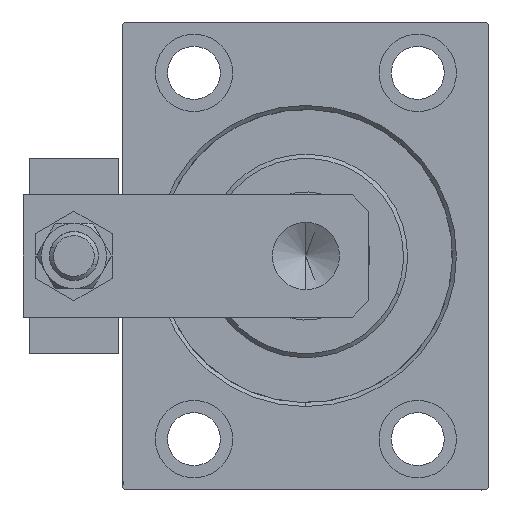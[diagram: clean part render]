
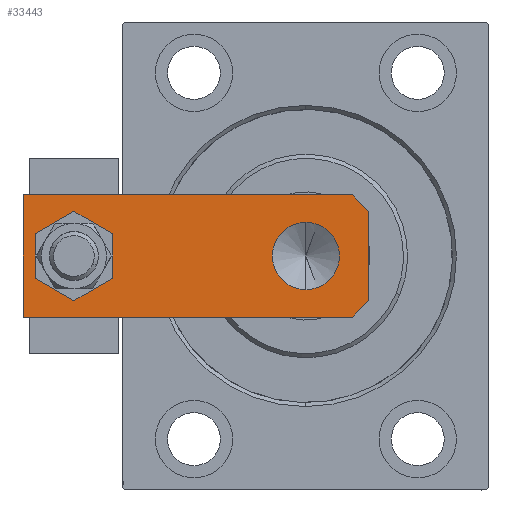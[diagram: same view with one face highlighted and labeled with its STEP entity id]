
A CAD part, left-side view. The second image highlights one B-rep face of the part: STEP entity #33443.
In plain terms, the highlighted face is planar.
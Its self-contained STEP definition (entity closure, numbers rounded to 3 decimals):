
#429 = ORIENTED_EDGE ( 'NONE', *, *, #3129, .T. ) ;
#586 = CARTESIAN_POINT ( 'NONE',  ( 15., 85., 8. ) ) ;
#1136 = DIRECTION ( 'NONE',  ( 1., 0., 0. ) ) ;
#2570 = CARTESIAN_POINT ( 'NONE',  ( -5.5, -5.5, 8. ) ) ;
#3129 = EDGE_CURVE ( 'NONE', #48240, #25908, #33705, .T. ) ;
#3269 = CARTESIAN_POINT ( 'NONE',  ( 7., 72.5, 8. ) ) ;
#3724 = CARTESIAN_POINT ( 'NONE',  ( -15., 85., 8. ) ) ;
#4138 = AXIS2_PLACEMENT_3D ( 'NONE', #11364, #11108, #50789 ) ;
#4218 = CARTESIAN_POINT ( 'NONE',  ( 0., 15.5, 8. ) ) ;
#4381 = DIRECTION ( 'NONE',  ( 1., 0., 0. ) ) ;
#6341 = ORIENTED_EDGE ( 'NONE', *, *, #36454, .T. ) ;
#6584 = CARTESIAN_POINT ( 'NONE',  ( 0., 72.5, 8. ) ) ;
#7864 = DIRECTION ( 'NONE',  ( 0., 0., 1. ) ) ;
#8338 = VECTOR ( 'NONE', #44853, 1000. ) ;
#8424 = AXIS2_PLACEMENT_3D ( 'NONE', #8679, #20336, #1136 ) ;
#8660 = DIRECTION ( 'NONE',  ( 0.707, 0.707, 0. ) ) ;
#8679 = CARTESIAN_POINT ( 'NONE',  ( 0., 0., 8. ) ) ;
#8979 = VERTEX_POINT ( 'NONE', #586 ) ;
#9324 = DIRECTION ( 'NONE',  ( 0., 0., 1. ) ) ;
#9842 = DIRECTION ( 'NONE',  ( 1., 0., 0. ) ) ;
#10433 = VERTEX_POINT ( 'NONE', #26399 ) ;
#11108 = DIRECTION ( 'NONE',  ( 0., 0., 1. ) ) ;
#11364 = CARTESIAN_POINT ( 'NONE',  ( 0., 15.5, 8. ) ) ;
#12021 = CARTESIAN_POINT ( 'NONE',  ( -7., 72.5, 8. ) ) ;
#12213 = DIRECTION ( 'NONE',  ( -1., 0., 0. ) ) ;
#12465 = CARTESIAN_POINT ( 'NONE',  ( 15., 85., 8. ) ) ;
#14546 = CARTESIAN_POINT ( 'NONE',  ( 15., 0., 8. ) ) ;
#14614 = DIRECTION ( 'NONE',  ( 0., 0., 1. ) ) ;
#14790 = EDGE_CURVE ( 'NONE', #25908, #46208, #20459, .T. ) ;
#14805 = LINE ( 'NONE', #14546, #39686 ) ;
#16035 = ORIENTED_EDGE ( 'NONE', *, *, #14790, .T. ) ;
#16568 = CARTESIAN_POINT ( 'NONE',  ( -15., 0., 8. ) ) ;
#17602 = CARTESIAN_POINT ( 'NONE',  ( 0., 72.5, 8. ) ) ;
#17940 = EDGE_CURVE ( 'NONE', #50302, #8979, #14805, .T. ) ;
#18585 = ORIENTED_EDGE ( 'NONE', *, *, #35116, .F. ) ;
#19011 = EDGE_CURVE ( 'NONE', #45717, #45371, #43013, .T. ) ;
#19511 = EDGE_CURVE ( 'NONE', #10433, #27150, #44718, .T. ) ;
#19989 = CARTESIAN_POINT ( 'NONE',  ( -15., 4., 8. ) ) ;
#20336 = DIRECTION ( 'NONE',  ( 0., 0., 1. ) ) ;
#20459 = LINE ( 'NONE', #16568, #26339 ) ;
#20859 = FACE_OUTER_BOUND ( 'NONE', #25149, .T. ) ;
#21172 = EDGE_CURVE ( 'NONE', #27150, #10433, #29038, .T. ) ;
#21340 = LINE ( 'NONE', #24978, #44096 ) ;
#23000 = EDGE_CURVE ( 'NONE', #46208, #50302, #32014, .T. ) ;
#23726 = FACE_BOUND ( 'NONE', #33923, .T. ) ;
#24978 = CARTESIAN_POINT ( 'NONE',  ( -15., 85., 8. ) ) ;
#25149 = EDGE_LOOP ( 'NONE', ( #6341, #429, #16035, #40363, #36752, #39298 ) ) ;
#25908 = VERTEX_POINT ( 'NONE', #27232 ) ;
#26339 = VECTOR ( 'NONE', #4381, 1000. ) ;
#26399 = CARTESIAN_POINT ( 'NONE',  ( 8.25, 15.5, 8. ) ) ;
#27150 = VERTEX_POINT ( 'NONE', #37905 ) ;
#27232 = CARTESIAN_POINT ( 'NONE',  ( -11., 0., 8. ) ) ;
#27328 = DIRECTION ( 'NONE',  ( 1., 0., 0. ) ) ;
#27631 = PLANE ( 'NONE',  #8424 ) ;
#28201 = ORIENTED_EDGE ( 'NONE', *, *, #21172, .F. ) ;
#28693 = ORIENTED_EDGE ( 'NONE', *, *, #19011, .F. ) ;
#29038 = CIRCLE ( 'NONE', #49728, 8.25 ) ;
#30450 = DIRECTION ( 'NONE',  ( 1., 0., 0. ) ) ;
#31816 = VECTOR ( 'NONE', #12213, 1000. ) ;
#32014 = LINE ( 'NONE', #33037, #39047 ) ;
#33037 = CARTESIAN_POINT ( 'NONE',  ( 5.5, -5.5, 8. ) ) ;
#33443 = ADVANCED_FACE ( 'NONE', ( #23726, #20859, #36682 ), #27631, .T. ) ;
#33705 = LINE ( 'NONE', #2570, #8338 ) ;
#33923 = EDGE_LOOP ( 'NONE', ( #28693, #18585 ) ) ;
#35116 = EDGE_CURVE ( 'NONE', #45371, #45717, #45699, .T. ) ;
#35224 = ORIENTED_EDGE ( 'NONE', *, *, #19511, .F. ) ;
#36454 = EDGE_CURVE ( 'NONE', #38249, #48240, #21340, .T. ) ;
#36659 = DIRECTION ( 'NONE',  ( 0., -1., 0. ) ) ;
#36682 = FACE_BOUND ( 'NONE', #45165, .T. ) ;
#36752 = ORIENTED_EDGE ( 'NONE', *, *, #17940, .T. ) ;
#37905 = CARTESIAN_POINT ( 'NONE',  ( -8.25, 15.5, 8. ) ) ;
#38249 = VERTEX_POINT ( 'NONE', #3724 ) ;
#39047 = VECTOR ( 'NONE', #8660, 1000. ) ;
#39298 = ORIENTED_EDGE ( 'NONE', *, *, #41671, .T. ) ;
#39686 = VECTOR ( 'NONE', #46450, 1000. ) ;
#40363 = ORIENTED_EDGE ( 'NONE', *, *, #23000, .T. ) ;
#40908 = CARTESIAN_POINT ( 'NONE',  ( 11., 0., 8. ) ) ;
#41671 = EDGE_CURVE ( 'NONE', #8979, #38249, #47734, .T. ) ;
#42225 = CARTESIAN_POINT ( 'NONE',  ( 15., 4., 8. ) ) ;
#43013 = CIRCLE ( 'NONE', #48020, 7. ) ;
#44063 = AXIS2_PLACEMENT_3D ( 'NONE', #17602, #9324, #9842 ) ;
#44096 = VECTOR ( 'NONE', #36659, 1000. ) ;
#44718 = CIRCLE ( 'NONE', #4138, 8.25 ) ;
#44853 = DIRECTION ( 'NONE',  ( 0.707, -0.707, 0. ) ) ;
#45165 = EDGE_LOOP ( 'NONE', ( #28201, #35224 ) ) ;
#45371 = VERTEX_POINT ( 'NONE', #3269 ) ;
#45699 = CIRCLE ( 'NONE', #44063, 7. ) ;
#45717 = VERTEX_POINT ( 'NONE', #12021 ) ;
#46208 = VERTEX_POINT ( 'NONE', #40908 ) ;
#46450 = DIRECTION ( 'NONE',  ( 0., 1., 0. ) ) ;
#47734 = LINE ( 'NONE', #12465, #31816 ) ;
#48020 = AXIS2_PLACEMENT_3D ( 'NONE', #6584, #14614, #30450 ) ;
#48240 = VERTEX_POINT ( 'NONE', #19989 ) ;
#49728 = AXIS2_PLACEMENT_3D ( 'NONE', #4218, #7864, #27328 ) ;
#50302 = VERTEX_POINT ( 'NONE', #42225 ) ;
#50789 = DIRECTION ( 'NONE',  ( 1., 0., 0. ) ) ;
